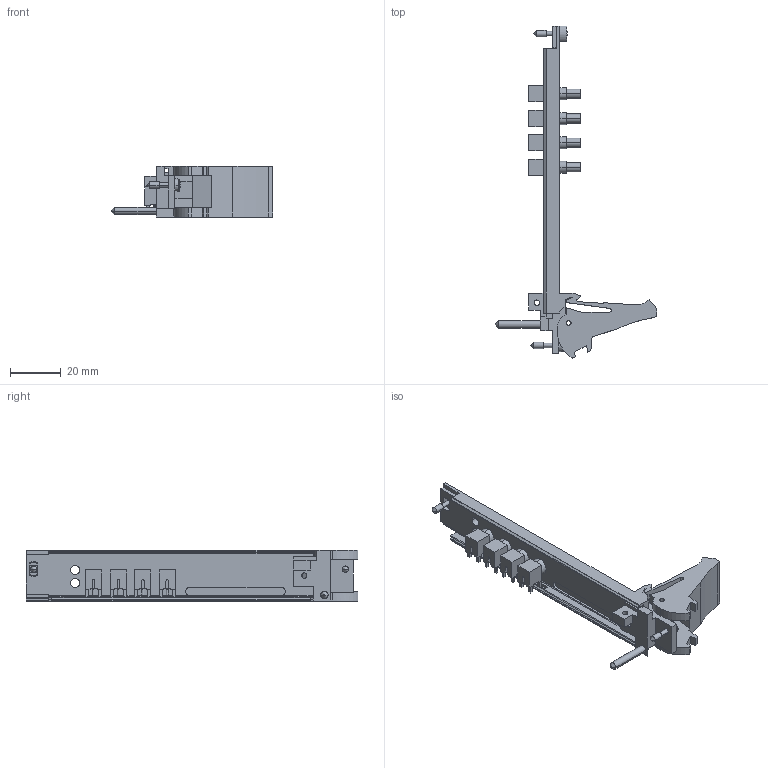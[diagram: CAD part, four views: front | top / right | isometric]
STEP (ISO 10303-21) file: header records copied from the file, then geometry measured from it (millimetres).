
FILE_DESCRIPTION((''),'2;1');
FILE_NAME('CU_PXI-5412','2009-12-29T',('jjorden'),(''),'PRO/ENGINEER BY PARAMETRIC TECHNOLOGY CORPORATION, 2006080','PRO/ENGINEER BY PARAMETRIC TECHNOLOGY CORPORATION, 2006080','');
FILE_SCHEMA(('CONFIG_CONTROL_DESIGN'));
Length unit declared in the file: inch
Products named in the file (1): CU_PXI-5412
Bounding box: 63.53 x 130.51 x 20.31 mm (x, y, z)
Volume: 16554 mm3; surface area: 17393.5 mm2
Topology: 6 solids, 6 shells, 532 faces, 1398 edges, 916 vertices
Faces by surface type: plane 388, cylinder 126, cone 10, torus 4, sphere 4
Entity records: 16514 total; most frequent: CARTESIAN_POINT 3047, ORIENTED_EDGE 2788, DIRECTION 2746, EDGE_CURVE 1394, VECTOR 1060, LINE 1060, VERTEX_POINT 916, AXIS2_PLACEMENT_3D 843
